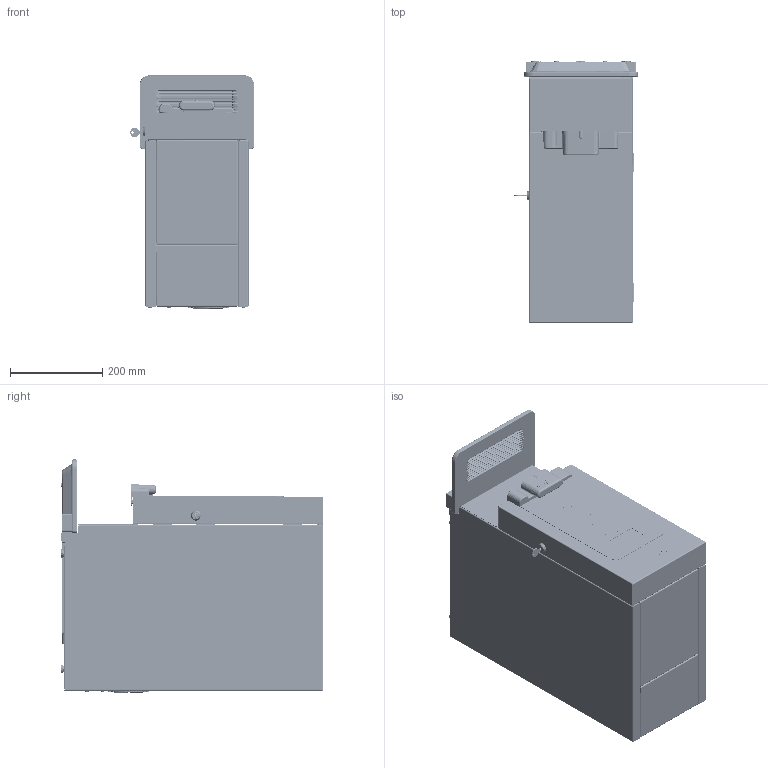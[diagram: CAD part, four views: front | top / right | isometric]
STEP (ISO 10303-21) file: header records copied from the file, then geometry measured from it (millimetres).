
FILE_DESCRIPTION(/* description */ (''),/* implementation_level */ '2;1');
FILE_NAME(/* name */ 'OV S NG.stp',/* time_stamp */ '2014-08-27T15:50:42+02:00',/* author */ ('roland'),/* organization */ (''),/* preprocessor_version */ 'ST-DEVELOPER v15.2',/* originating_system */ 'Autodesk Inventor 2014',/* authorisation */ '');
FILE_SCHEMA (('AUTOMOTIVE_DESIGN { 1 0 10303 214 3 1 1 }'));
Products named in the file (1): 03_OV 32 S NG_Shrinkwrap_1
Bounding box: 268.63 x 568.36 x 505.7 mm (x, y, z)
Volume: 1854154.1 mm3; surface area: 3097300.6 mm2
Topology: 12 solids, 12 shells, 9778 faces, 27923 edges, 17727 vertices
Faces by surface type: plane 4828, cylinder 2273, bspline 1905, cone 376, torus 315, sphere 81
Full cylindrical faces by diameter (mm): 1.5 x2, 1.6 x12, 1.8 x3, 2 x5, 3.2 x4, 3.3 x19, 3.5 x28, 3.621 x10, 4 x14, 4.2 x1, 4.5 x11, 5 x10, 5.379 x14, 5.4 x1, 5.5 x7, 6 x1, 6.4 x1, 7.5 x1, 8 x3, 9 x2, 9.1 x1, 9.8 x1, 10 x1, 10.5 x1, 11 x1, 11.6 x1, 12 x5, 12.4 x2, 12.5 x1, 12.8 x1
Entity records: 425447 total; most frequent: CARTESIAN_POINT 175605, ORIENTED_EDGE 54696, DIRECTION 43955, EDGE_CURVE 27304, VERTEX_POINT 17593, LINE 15165, VECTOR 15165, AXIS2_PLACEMENT_3D 14395
